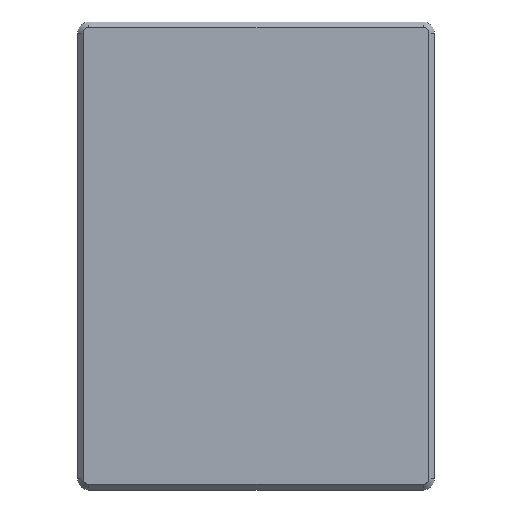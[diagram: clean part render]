
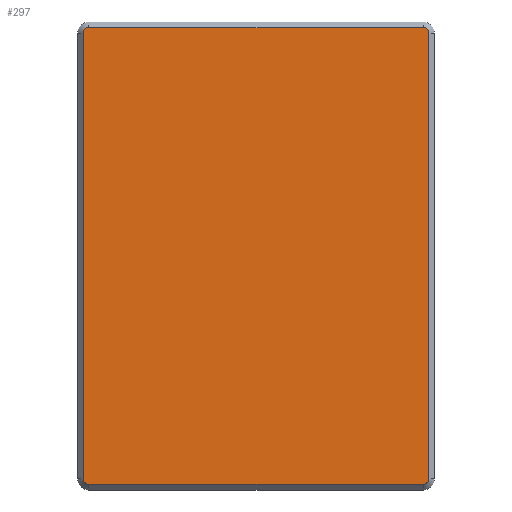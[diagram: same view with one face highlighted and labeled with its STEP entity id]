
A CAD part, top view. The second image highlights one B-rep face of the part: STEP entity #297.
In plain terms, the highlighted planar face has unit normal (0, 0, 1).
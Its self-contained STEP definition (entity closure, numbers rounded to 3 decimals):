
#6 = ORIENTED_EDGE ( 'NONE', *, *, #384, .F. ) ;
#11 = CARTESIAN_POINT ( 'NONE',  ( -0.472, 20.327, 91.85 ) ) ;
#16 = VERTEX_POINT ( 'NONE', #247 ) ;
#50 = ORIENTED_EDGE ( 'NONE', *, *, #603, .F. ) ;
#61 = ORIENTED_EDGE ( 'NONE', *, *, #780, .F. ) ;
#64 = DIRECTION ( 'NONE',  ( -1., 0., 0. ) ) ;
#66 = DIRECTION ( 'NONE',  ( 0., 0., -1. ) ) ;
#67 = EDGE_CURVE ( 'NONE', #1058, #198, #793, .T. ) ;
#73 = VECTOR ( 'NONE', #98, 1000. ) ;
#78 = PLANE ( 'NONE',  #411 ) ;
#98 = DIRECTION ( 'NONE',  ( 0., 1., 0. ) ) ;
#138 = CARTESIAN_POINT ( 'NONE',  ( 15.384, 0., 91.85 ) ) ;
#141 = EDGE_CURVE ( 'NONE', #841, #1191, #1346, .T. ) ;
#159 = CIRCLE ( 'NONE', #945, 0.5 ) ;
#163 = FACE_OUTER_BOUND ( 'NONE', #223, .T. ) ;
#165 = EDGE_CURVE ( 'NONE', #946, #445, #703, .T. ) ;
#170 = DIRECTION ( 'NONE',  ( -1., 0., 0. ) ) ;
#183 = EDGE_CURVE ( 'NONE', #16, #946, #511, .T. ) ;
#190 = CARTESIAN_POINT ( 'NONE',  ( -14.884, 20.327, 91.85 ) ) ;
#198 = VERTEX_POINT ( 'NONE', #612 ) ;
#206 = ORIENTED_EDGE ( 'NONE', *, *, #165, .F. ) ;
#223 = EDGE_LOOP ( 'NONE', ( #6, #1310, #50, #61, #557, #447, #206, #463 ) ) ;
#247 = CARTESIAN_POINT ( 'NONE',  ( -15.384, -19.827, 91.85 ) ) ;
#272 = CARTESIAN_POINT ( 'NONE',  ( -14.884, 19.827, 91.85 ) ) ;
#276 = DIRECTION ( 'NONE',  ( 0., 0., -1. ) ) ;
#292 = DIRECTION ( 'NONE',  ( 0., 0., -1. ) ) ;
#297 = ADVANCED_FACE ( 'NONE', ( #163 ), #78, .F. ) ;
#301 = CARTESIAN_POINT ( 'NONE',  ( 14.884, -20.327, 91.85 ) ) ;
#316 = DIRECTION ( 'NONE',  ( 0., 0., -1. ) ) ;
#334 = DIRECTION ( 'NONE',  ( 1., 0., 0. ) ) ;
#339 = CARTESIAN_POINT ( 'NONE',  ( 15.384, 19.827, 91.85 ) ) ;
#384 = EDGE_CURVE ( 'NONE', #198, #16, #159, .T. ) ;
#385 = CARTESIAN_POINT ( 'NONE',  ( -15.384, 19.827, 91.85 ) ) ;
#392 = VECTOR ( 'NONE', #1237, 1000. ) ;
#396 = CARTESIAN_POINT ( 'NONE',  ( 15.384, -19.827, 91.85 ) ) ;
#408 = CIRCLE ( 'NONE', #878, 0.5 ) ;
#411 = AXIS2_PLACEMENT_3D ( 'NONE', #898, #66, #469 ) ;
#413 = AXIS2_PLACEMENT_3D ( 'NONE', #272, #276, #1018 ) ;
#436 = LINE ( 'NONE', #11, #1033 ) ;
#439 = VERTEX_POINT ( 'NONE', #396 ) ;
#445 = VERTEX_POINT ( 'NONE', #190 ) ;
#447 = ORIENTED_EDGE ( 'NONE', *, *, #585, .F. ) ;
#454 = LINE ( 'NONE', #138, #630 ) ;
#463 = ORIENTED_EDGE ( 'NONE', *, *, #183, .F. ) ;
#469 = DIRECTION ( 'NONE',  ( 0., 1., 0. ) ) ;
#485 = AXIS2_PLACEMENT_3D ( 'NONE', #804, #292, #64 ) ;
#511 = LINE ( 'NONE', #925, #73 ) ;
#556 = DIRECTION ( 'NONE',  ( 0., -1., 0. ) ) ;
#557 = ORIENTED_EDGE ( 'NONE', *, *, #141, .F. ) ;
#585 = EDGE_CURVE ( 'NONE', #445, #841, #436, .T. ) ;
#603 = EDGE_CURVE ( 'NONE', #439, #1058, #408, .T. ) ;
#612 = CARTESIAN_POINT ( 'NONE',  ( -14.884, -20.327, 91.85 ) ) ;
#630 = VECTOR ( 'NONE', #556, 1000. ) ;
#635 = CARTESIAN_POINT ( 'NONE',  ( 14.884, -19.827, 91.85 ) ) ;
#674 = CARTESIAN_POINT ( 'NONE',  ( -14.884, -19.827, 91.85 ) ) ;
#703 = CIRCLE ( 'NONE', #413, 0.5 ) ;
#780 = EDGE_CURVE ( 'NONE', #1191, #439, #454, .T. ) ;
#793 = LINE ( 'NONE', #1135, #392 ) ;
#804 = CARTESIAN_POINT ( 'NONE',  ( 14.884, 19.827, 91.85 ) ) ;
#841 = VERTEX_POINT ( 'NONE', #1269 ) ;
#878 = AXIS2_PLACEMENT_3D ( 'NONE', #635, #316, #1179 ) ;
#898 = CARTESIAN_POINT ( 'NONE',  ( -0.472, 0., 91.85 ) ) ;
#925 = CARTESIAN_POINT ( 'NONE',  ( -15.384, 0., 91.85 ) ) ;
#945 = AXIS2_PLACEMENT_3D ( 'NONE', #674, #1102, #170 ) ;
#946 = VERTEX_POINT ( 'NONE', #385 ) ;
#1018 = DIRECTION ( 'NONE',  ( -1., 0., 0. ) ) ;
#1033 = VECTOR ( 'NONE', #334, 1000. ) ;
#1058 = VERTEX_POINT ( 'NONE', #301 ) ;
#1102 = DIRECTION ( 'NONE',  ( 0., 0., -1. ) ) ;
#1135 = CARTESIAN_POINT ( 'NONE',  ( -0.472, -20.327, 91.85 ) ) ;
#1179 = DIRECTION ( 'NONE',  ( -1., 0., 0. ) ) ;
#1191 = VERTEX_POINT ( 'NONE', #339 ) ;
#1237 = DIRECTION ( 'NONE',  ( -1., 0., 0. ) ) ;
#1269 = CARTESIAN_POINT ( 'NONE',  ( 14.884, 20.327, 91.85 ) ) ;
#1310 = ORIENTED_EDGE ( 'NONE', *, *, #67, .F. ) ;
#1346 = CIRCLE ( 'NONE', #485, 0.5 ) ;
